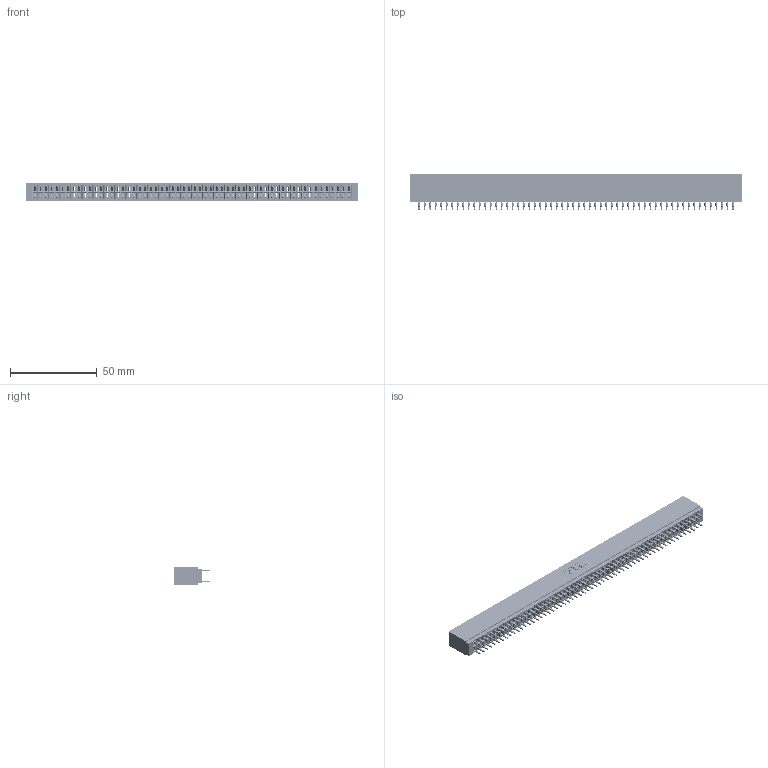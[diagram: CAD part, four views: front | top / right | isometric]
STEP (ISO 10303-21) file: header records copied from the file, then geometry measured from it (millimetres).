
FILE_DESCRIPTION (( 'STEP AP203' ), '1' );
FILE_NAME ('746-116-520-601.STEP', '2020-09-18T18:50:52', ( '' ), ( '' ), 'SwSTEP 2.0', 'SolidWorks 2020', '' );
FILE_SCHEMA (( 'CONFIG_CONTROL_DESIGN' ));
Length unit declared in the file: inch
Products named in the file (3): 746 Part_.340 Slot Depth - 01; 746-292-001_520; 746-116-520-601
Assembly tree (117 placements, depth 2):
  746-116-520-601
    746 Part_.340 Slot Depth - 01
    746-292-001_520  x116
Bounding box: 191.39 x 20.82 x 9.91 mm (x, y, z)
Volume: 21822.5 mm3; surface area: 31728.4 mm2
Topology: 117 solids, 117 shells, 10479 faces, 28799 edges, 18329 vertices
Faces by surface type: plane 5391, bspline 2320, cylinder 2072, torus 696
Entity records: 87247 total; most frequent: CARTESIAN_POINT 17205, ORIENTED_EDGE 15048, DIRECTION 12536, EDGE_CURVE 7524, LINE 6760, VECTOR 6760, VERTEX_POINT 4989, AXIS2_PLACEMENT_3D 2888
